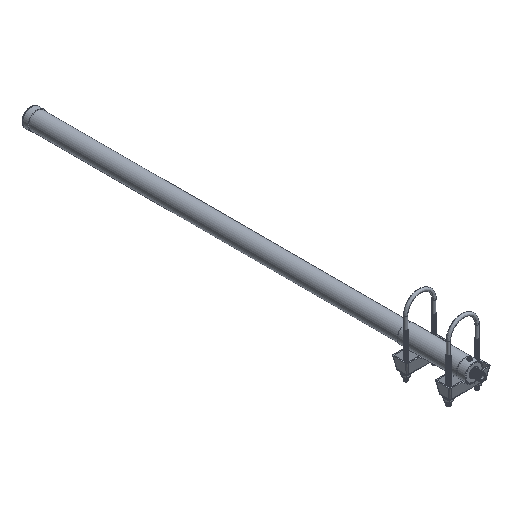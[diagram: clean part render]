
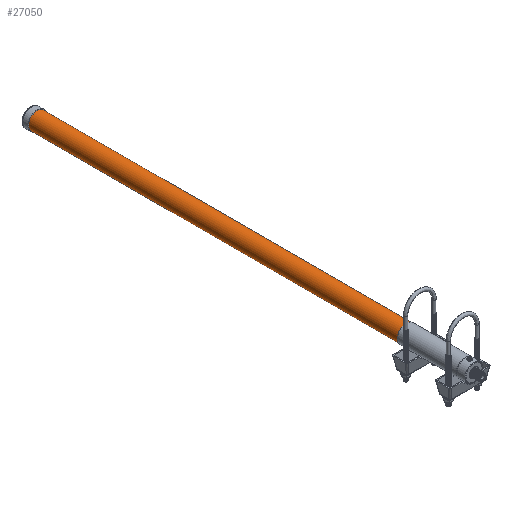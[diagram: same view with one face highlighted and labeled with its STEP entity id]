
A CAD part, isometric view. The second image highlights one B-rep face of the part: STEP entity #27050.
In plain terms, the highlighted cylindrical face has radius 19 mm (diameter 38 mm), a full revolution.
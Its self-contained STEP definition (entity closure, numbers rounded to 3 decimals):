
#3008 = DIRECTION ( 'NONE',  ( 0., -1., 0. ) ) ;
#9043 = CYLINDRICAL_SURFACE ( 'NONE', #35817, 19. ) ;
#10187 = CARTESIAN_POINT ( 'NONE',  ( 0., 960., 0. ) ) ;
#14228 = EDGE_LOOP ( 'NONE', ( #33049 ) ) ;
#16988 = FACE_OUTER_BOUND ( 'NONE', #14228, .T. ) ;
#22971 = AXIS2_PLACEMENT_3D ( 'NONE', #45009, #49607, #26009 ) ;
#24264 = EDGE_CURVE ( 'NONE', #44438, #44438, #31206, .T. ) ;
#24717 = DIRECTION ( 'NONE',  ( 0., 0., 1. ) ) ;
#25530 = AXIS2_PLACEMENT_3D ( 'NONE', #10187, #3008, #41813 ) ;
#26009 = DIRECTION ( 'NONE',  ( 0., 0., 1. ) ) ;
#26628 = ORIENTED_EDGE ( 'NONE', *, *, #24264, .T. ) ;
#27050 = ADVANCED_FACE ( 'NONE', ( #16988, #36784 ), #9043, .T. ) ;
#28091 = CARTESIAN_POINT ( 'NONE',  ( 0., 0., 0. ) ) ;
#31206 = CIRCLE ( 'NONE', #22971, 19. ) ;
#33049 = ORIENTED_EDGE ( 'NONE', *, *, #41457, .T. ) ;
#35017 = VERTEX_POINT ( 'NONE', #50661 ) ;
#35817 = AXIS2_PLACEMENT_3D ( 'NONE', #28091, #36035, #24717 ) ;
#36035 = DIRECTION ( 'NONE',  ( 0., 1., 0. ) ) ;
#36784 = FACE_OUTER_BOUND ( 'NONE', #37346, .T. ) ;
#37346 = EDGE_LOOP ( 'NONE', ( #26628 ) ) ;
#41457 = EDGE_CURVE ( 'NONE', #35017, #35017, #50117, .T. ) ;
#41813 = DIRECTION ( 'NONE',  ( 0., 0., 1. ) ) ;
#43935 = CARTESIAN_POINT ( 'NONE',  ( 0., 0., 19. ) ) ;
#44438 = VERTEX_POINT ( 'NONE', #43935 ) ;
#45009 = CARTESIAN_POINT ( 'NONE',  ( 0., 0., 0. ) ) ;
#49607 = DIRECTION ( 'NONE',  ( 0., 1., 0. ) ) ;
#50117 = CIRCLE ( 'NONE', #25530, 19. ) ;
#50661 = CARTESIAN_POINT ( 'NONE',  ( 0., 960., 19. ) ) ;
